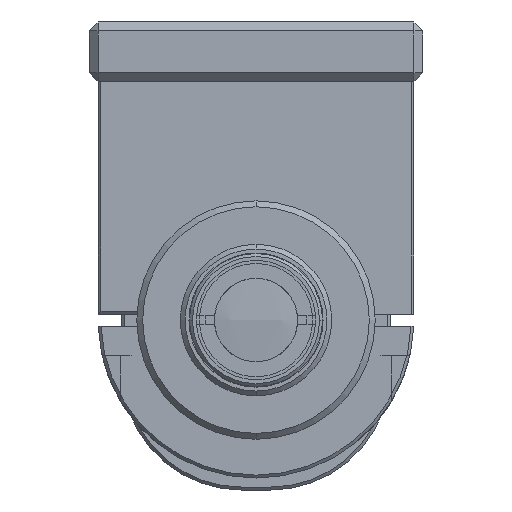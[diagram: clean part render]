
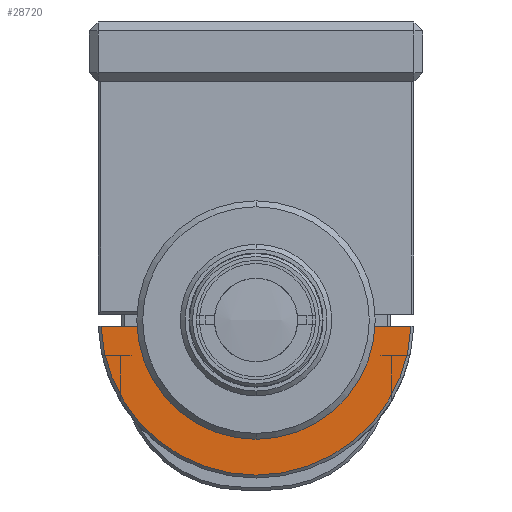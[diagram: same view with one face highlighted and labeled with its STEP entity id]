
A CAD part, front view. The second image highlights one B-rep face of the part: STEP entity #28720.
In plain terms, the highlighted planar face has unit normal (0, -1, 0).
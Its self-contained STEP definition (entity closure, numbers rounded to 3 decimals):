
#11 = CIRCLE ( 'NONE', #26417, 5.5 ) ;
#193 = EDGE_CURVE ( 'NONE', #17173, #20641, #3784, .T. ) ;
#605 = CARTESIAN_POINT ( 'NONE',  ( 0., -20., -40. ) ) ;
#1646 = CARTESIAN_POINT ( 'NONE',  ( 19.501, -20., -41. ) ) ;
#1707 = DIRECTION ( 'NONE',  ( 1., 0., 0. ) ) ;
#2446 = CIRCLE ( 'NONE', #7520, 19.526 ) ;
#2492 = CIRCLE ( 'NONE', #4953, 26. ) ;
#2670 = VERTEX_POINT ( 'NONE', #28917 ) ;
#3362 = DIRECTION ( 'NONE',  ( -1., 0., 0. ) ) ;
#3610 = VERTEX_POINT ( 'NONE', #1646 ) ;
#3738 = CARTESIAN_POINT ( 'NONE',  ( 8.422, -20., -53.635 ) ) ;
#3784 = LINE ( 'NONE', #25709, #24621 ) ;
#4020 = FACE_OUTER_BOUND ( 'NONE', #34414, .T. ) ;
#4058 = ORIENTED_EDGE ( 'NONE', *, *, #193, .F. ) ;
#4132 = VERTEX_POINT ( 'NONE', #10335 ) ;
#4843 = CARTESIAN_POINT ( 'NONE',  ( 9.653, -20., -52.059 ) ) ;
#4953 = AXIS2_PLACEMENT_3D ( 'NONE', #10499, #29438, #13219 ) ;
#5709 = LINE ( 'NONE', #30706, #12092 ) ;
#5819 = LINE ( 'NONE', #28309, #19424 ) ;
#5985 = PLANE ( 'NONE',  #32132 ) ;
#6477 = DIRECTION ( 'NONE',  ( -1., 0., 0. ) ) ;
#7122 = LINE ( 'NONE', #13257, #27935 ) ;
#7132 = EDGE_CURVE ( 'NONE', #31174, #9510, #11, .T. ) ;
#7200 = ORIENTED_EDGE ( 'NONE', *, *, #10227, .T. ) ;
#7248 = CARTESIAN_POINT ( 'NONE',  ( -10.261, -20., -56.613 ) ) ;
#7520 = AXIS2_PLACEMENT_3D ( 'NONE', #7626, #26618, #10401 ) ;
#7545 = CARTESIAN_POINT ( 'NONE',  ( -4.89, -20., -54.809 ) ) ;
#7582 = DIRECTION ( 'NONE',  ( -1., 0., 0. ) ) ;
#7601 = CIRCLE ( 'NONE', #32814, 3.5 ) ;
#7626 = CARTESIAN_POINT ( 'NONE',  ( 0., -20., -40. ) ) ;
#8372 = EDGE_CURVE ( 'NONE', #4132, #17173, #2492, .T. ) ;
#9337 = CARTESIAN_POINT ( 'NONE',  ( -4.711, -20., -54.5 ) ) ;
#9438 = CARTESIAN_POINT ( 'NONE',  ( -25.981, -20., -41. ) ) ;
#9510 = VERTEX_POINT ( 'NONE', #13095 ) ;
#9545 = CARTESIAN_POINT ( 'NONE',  ( 10.261, -20., -56.613 ) ) ;
#9750 = DIRECTION ( 'NONE',  ( 0., 1., 0. ) ) ;
#9980 = CARTESIAN_POINT ( 'NONE',  ( -4.711, -20., -54.5 ) ) ;
#10227 = EDGE_CURVE ( 'NONE', #11329, #28251, #5709, .T. ) ;
#10335 = CARTESIAN_POINT ( 'NONE',  ( 25.981, -20., -41. ) ) ;
#10401 = DIRECTION ( 'NONE',  ( 0., 0., 1. ) ) ;
#10499 = CARTESIAN_POINT ( 'NONE',  ( 0., -20., -40. ) ) ;
#11329 = VERTEX_POINT ( 'NONE', #12095 ) ;
#11339 = AXIS2_PLACEMENT_3D ( 'NONE', #3738, #22712, #6477 ) ;
#11551 = CIRCLE ( 'NONE', #11339, 3.5 ) ;
#12092 = VECTOR ( 'NONE', #14446, 1000. ) ;
#12095 = CARTESIAN_POINT ( 'NONE',  ( 4.711, -20., -54.5 ) ) ;
#13095 = CARTESIAN_POINT ( 'NONE',  ( 4.89, -20., -54.809 ) ) ;
#13219 = DIRECTION ( 'NONE',  ( 1., 0., 0. ) ) ;
#13257 = CARTESIAN_POINT ( 'NONE',  ( 19., -20., -41. ) ) ;
#13332 = ORIENTED_EDGE ( 'NONE', *, *, #34146, .T. ) ;
#13517 = ORIENTED_EDGE ( 'NONE', *, *, #28284, .T. ) ;
#14446 = DIRECTION ( 'NONE',  ( -1., 0., 0. ) ) ;
#14722 = DIRECTION ( 'NONE',  ( 0., 1., 0. ) ) ;
#14772 = CARTESIAN_POINT ( 'NONE',  ( 0., -20., -40. ) ) ;
#15048 = CARTESIAN_POINT ( 'NONE',  ( -19.501, -20., -41. ) ) ;
#16057 = EDGE_CURVE ( 'NONE', #2670, #19756, #7601, .T. ) ;
#16076 = CIRCLE ( 'NONE', #25267, 19.526 ) ;
#16080 = DIRECTION ( 'NONE',  ( 1., 0., 0. ) ) ;
#16623 = ORIENTED_EDGE ( 'NONE', *, *, #8372, .F. ) ;
#16902 = VERTEX_POINT ( 'NONE', #7545 ) ;
#16961 = EDGE_CURVE ( 'NONE', #3610, #4132, #7122, .T. ) ;
#17173 = VERTEX_POINT ( 'NONE', #9438 ) ;
#17376 = ORIENTED_EDGE ( 'NONE', *, *, #29559, .T. ) ;
#17496 = DIRECTION ( 'NONE',  ( -0.5, 0., 0.866 ) ) ;
#17501 = DIRECTION ( 'NONE',  ( -1., 0., 0. ) ) ;
#18145 = DIRECTION ( 'NONE',  ( -0.5, 0., -0.866 ) ) ;
#19424 = VECTOR ( 'NONE', #17496, 1000. ) ;
#19640 = DIRECTION ( 'NONE',  ( 0., -1., 0. ) ) ;
#19756 = VERTEX_POINT ( 'NONE', #7248 ) ;
#19959 = CARTESIAN_POINT ( 'NONE',  ( 6.266, -20., -56.393 ) ) ;
#20641 = VERTEX_POINT ( 'NONE', #15048 ) ;
#21354 = EDGE_CURVE ( 'NONE', #19756, #20641, #16076, .T. ) ;
#21589 = EDGE_CURVE ( 'NONE', #3610, #30588, #2446, .T. ) ;
#22712 = DIRECTION ( 'NONE',  ( 0., 1., 0. ) ) ;
#23850 = DIRECTION ( 'NONE',  ( 0., 1., 0. ) ) ;
#23971 = ORIENTED_EDGE ( 'NONE', *, *, #31968, .T. ) ;
#24621 = VECTOR ( 'NONE', #1707, 1000. ) ;
#24813 = CIRCLE ( 'NONE', #26920, 5.5 ) ;
#24831 = ORIENTED_EDGE ( 'NONE', *, *, #21589, .T. ) ;
#25267 = AXIS2_PLACEMENT_3D ( 'NONE', #14772, #33745, #17501 ) ;
#25709 = CARTESIAN_POINT ( 'NONE',  ( -19., -20., -41. ) ) ;
#25957 = CARTESIAN_POINT ( 'NONE',  ( -9.653, -20., -52.059 ) ) ;
#26417 = AXIS2_PLACEMENT_3D ( 'NONE', #4843, #23850, #7582 ) ;
#26618 = DIRECTION ( 'NONE',  ( 0., 1., 0. ) ) ;
#26821 = ORIENTED_EDGE ( 'NONE', *, *, #21354, .T. ) ;
#26920 = AXIS2_PLACEMENT_3D ( 'NONE', #25957, #9750, #28716 ) ;
#27028 = VECTOR ( 'NONE', #18145, 1000. ) ;
#27466 = ORIENTED_EDGE ( 'NONE', *, *, #16961, .F. ) ;
#27935 = VECTOR ( 'NONE', #16080, 1000. ) ;
#28251 = VERTEX_POINT ( 'NONE', #9337 ) ;
#28284 = EDGE_CURVE ( 'NONE', #9510, #11329, #5819, .T. ) ;
#28309 = CARTESIAN_POINT ( 'NONE',  ( 4.89, -20., -54.809 ) ) ;
#28716 = DIRECTION ( 'NONE',  ( -1., 0., 0. ) ) ;
#28720 = ADVANCED_FACE ( 'NONE', ( #4020 ), #5985, .T. ) ;
#28917 = CARTESIAN_POINT ( 'NONE',  ( -6.266, -20., -56.393 ) ) ;
#29438 = DIRECTION ( 'NONE',  ( 0., 1., 0. ) ) ;
#29559 = EDGE_CURVE ( 'NONE', #16902, #2670, #24813, .T. ) ;
#30585 = ORIENTED_EDGE ( 'NONE', *, *, #7132, .T. ) ;
#30588 = VERTEX_POINT ( 'NONE', #9545 ) ;
#30706 = CARTESIAN_POINT ( 'NONE',  ( 0., -20., -54.5 ) ) ;
#31008 = CARTESIAN_POINT ( 'NONE',  ( -8.422, -20., -53.635 ) ) ;
#31174 = VERTEX_POINT ( 'NONE', #19959 ) ;
#31968 = EDGE_CURVE ( 'NONE', #30588, #31174, #11551, .T. ) ;
#32132 = AXIS2_PLACEMENT_3D ( 'NONE', #605, #19640, #3362 ) ;
#32814 = AXIS2_PLACEMENT_3D ( 'NONE', #31008, #14722, #33690 ) ;
#32901 = ORIENTED_EDGE ( 'NONE', *, *, #16057, .T. ) ;
#33690 = DIRECTION ( 'NONE',  ( -1., 0., 0. ) ) ;
#33745 = DIRECTION ( 'NONE',  ( 0., 1., 0. ) ) ;
#34146 = EDGE_CURVE ( 'NONE', #28251, #16902, #34265, .T. ) ;
#34265 = LINE ( 'NONE', #9980, #27028 ) ;
#34414 = EDGE_LOOP ( 'NONE', ( #32901, #26821, #4058, #16623, #27466, #24831, #23971, #30585, #13517, #7200, #13332, #17376 ) ) ;
